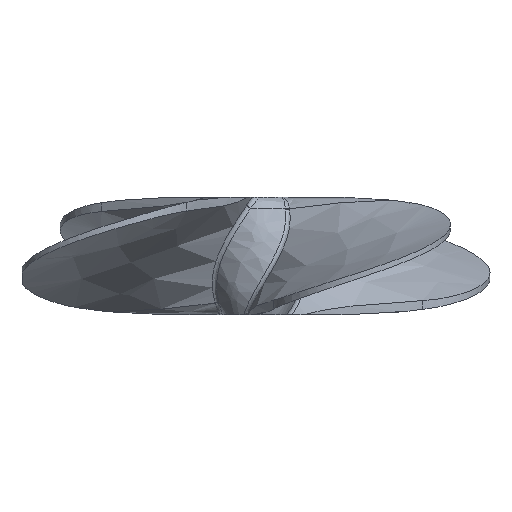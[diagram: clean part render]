
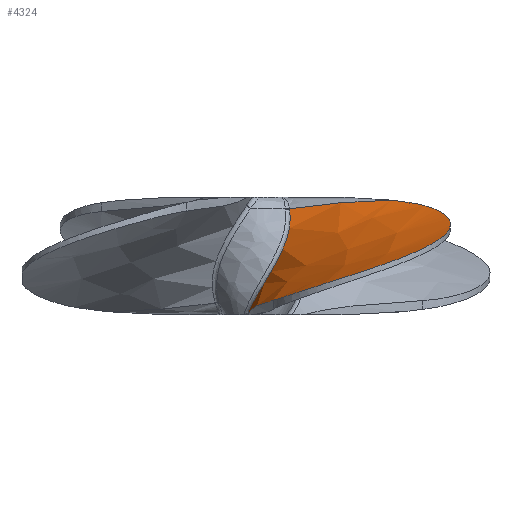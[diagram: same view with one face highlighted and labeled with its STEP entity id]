
A CAD part, top view. The second image highlights one B-rep face of the part: STEP entity #4324.
In plain terms, the highlighted free-form (B-spline) face has degree [3, 3] with [4, 7] control points.
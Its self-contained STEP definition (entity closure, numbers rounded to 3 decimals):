
#3166 = VERTEX_POINT('',#3167);
#3167 = CARTESIAN_POINT('',(16.939,52.52,
    12.244));
#3207 = VERTEX_POINT('',#3208);
#3208 = CARTESIAN_POINT('',(-3.887,0.,
    18.301));
#3221 = EDGE_CURVE('',#3207,#3166,#3222,.T.);
#3222 = B_SPLINE_CURVE_WITH_KNOTS('',3,(#3223,#3224,#3225,#3226,#3227,
    #3228,#3229,#3230,#3231),.UNSPECIFIED.,.F.,.F.,(4,1,1,1,1,1,4),(
    0.,0.71,1.648,2.586,
    4.461,5.398,6.336),.UNSPECIFIED.);
#3223 = CARTESIAN_POINT('',(-3.887,0.,
    18.301));
#3224 = CARTESIAN_POINT('',(-3.192,1.759,
    19.487));
#3225 = CARTESIAN_POINT('',(-1.243,5.954,
    21.901));
#3226 = CARTESIAN_POINT('',(2.691,12.814,
    24.242));
#3227 = CARTESIAN_POINT('',(8.964,23.07,
    25.124));
#3228 = CARTESIAN_POINT('',(14.69,33.645,
    22.228));
#3229 = CARTESIAN_POINT('',(17.368,44.416,
    16.835));
#3230 = CARTESIAN_POINT('',(17.351,49.831,
    13.752));
#3231 = CARTESIAN_POINT('',(16.939,52.52,
    12.244));
#4259 = VERTEX_POINT('',#4260);
#4260 = CARTESIAN_POINT('',(67.503,56.794,
    28.522));
#4271 = EDGE_CURVE('',#3166,#4259,#4272,.T.);
#4272 = B_SPLINE_CURVE_WITH_KNOTS('',3,(#4273,#4274,#4275,#4276,#4277,
    #4278,#4279),.UNSPECIFIED.,.F.,.F.,(4,1,1,1,4),(0.453,
    1.345,2.244,4.04,5.836),
  .UNSPECIFIED.);
#4273 = CARTESIAN_POINT('',(16.939,52.516,
    12.245));
#4274 = CARTESIAN_POINT('',(19.726,52.987,
    13.324));
#4275 = CARTESIAN_POINT('',(25.351,53.835,
    15.35));
#4276 = CARTESIAN_POINT('',(36.624,55.119,
    19.073));
#4277 = CARTESIAN_POINT('',(50.707,56.141,
    23.407));
#4278 = CARTESIAN_POINT('',(61.911,56.606,
    26.816));
#4279 = CARTESIAN_POINT('',(67.503,56.794,
    28.522));
#4324 = ADVANCED_FACE('',(#4325),#4411,.T.);
#4325 = FACE_BOUND('',#4326,.T.);
#4326 = EDGE_LOOP('',(#4327,#4328,#4335,#4344,#4353,#4362,#4373,#4403,
    #4410));
#4327 = ORIENTED_EDGE('',*,*,#3221,.F.);
#4328 = ORIENTED_EDGE('',*,*,#4329,.T.);
#4329 = EDGE_CURVE('',#3207,#4330,#4332,.T.);
#4330 = VERTEX_POINT('',#4331);
#4331 = CARTESIAN_POINT('',(-3.887,0.,24.223));
#4332 = B_SPLINE_CURVE_WITH_KNOTS('',1,(#4333,#4334),.UNSPECIFIED.,.F.,
  .F.,(2,2),(6.833,12.928),.PIECEWISE_BEZIER_KNOTS.);
#4333 = CARTESIAN_POINT('',(-3.887,0.,18.301));
#4334 = CARTESIAN_POINT('',(-3.887,0.,24.223));
#4335 = ORIENTED_EDGE('',*,*,#4336,.T.);
#4336 = EDGE_CURVE('',#4330,#4337,#4339,.T.);
#4337 = VERTEX_POINT('',#4338);
#4338 = CARTESIAN_POINT('',(-3.861,0.05,
    24.376));
#4339 = B_SPLINE_CURVE_WITH_KNOTS('',3,(#4340,#4341,#4342,#4343),
  .UNSPECIFIED.,.F.,.F.,(4,4),(-0.017,0.),
  .PIECEWISE_BEZIER_KNOTS.);
#4340 = CARTESIAN_POINT('',(-3.887,0.,24.223));
#4341 = CARTESIAN_POINT('',(-3.878,0.017,
    24.274));
#4342 = CARTESIAN_POINT('',(-3.87,0.033,
    24.325));
#4343 = CARTESIAN_POINT('',(-3.861,0.05,
    24.376));
#4344 = ORIENTED_EDGE('',*,*,#4345,.T.);
#4345 = EDGE_CURVE('',#4337,#4346,#4348,.T.);
#4346 = VERTEX_POINT('',#4347);
#4347 = CARTESIAN_POINT('',(-3.789,0.188,
    24.239));
#4348 = B_SPLINE_CURVE_WITH_KNOTS('',3,(#4349,#4350,#4351,#4352),
  .UNSPECIFIED.,.F.,.F.,(4,4),(-0.021,0.),
  .PIECEWISE_BEZIER_KNOTS.);
#4349 = CARTESIAN_POINT('',(-3.861,0.05,
    24.376));
#4350 = CARTESIAN_POINT('',(-3.837,0.096,
    24.33));
#4351 = CARTESIAN_POINT('',(-3.813,0.142,
    24.284));
#4352 = CARTESIAN_POINT('',(-3.789,0.188,
    24.239));
#4353 = ORIENTED_EDGE('',*,*,#4354,.T.);
#4354 = EDGE_CURVE('',#4346,#4355,#4357,.T.);
#4355 = VERTEX_POINT('',#4356);
#4356 = CARTESIAN_POINT('',(-3.789,0.184,
    24.798));
#4357 = B_SPLINE_CURVE_WITH_KNOTS('',3,(#4358,#4359,#4360,#4361),
  .UNSPECIFIED.,.F.,.F.,(4,4),(-0.107,-0.05),
  .PIECEWISE_BEZIER_KNOTS.);
#4358 = CARTESIAN_POINT('',(-3.789,0.188,
    24.239));
#4359 = CARTESIAN_POINT('',(-3.789,0.187,
    24.425));
#4360 = CARTESIAN_POINT('',(-3.789,0.185,
    24.612));
#4361 = CARTESIAN_POINT('',(-3.789,0.184,
    24.798));
#4362 = ORIENTED_EDGE('',*,*,#4363,.T.);
#4363 = EDGE_CURVE('',#4355,#4364,#4366,.T.);
#4364 = VERTEX_POINT('',#4365);
#4365 = CARTESIAN_POINT('',(8.78,7.059,
    82.902));
#4366 = B_SPLINE_CURVE_WITH_KNOTS('',3,(#4367,#4368,#4369,#4370,#4371,
    #4372),.UNSPECIFIED.,.F.,.F.,(4,2,4),(-8.337,
    -5.673,0.),.UNSPECIFIED.);
#4367 = CARTESIAN_POINT('',(-3.789,0.184,
    24.798));
#4368 = CARTESIAN_POINT('',(-3.113,1.42,
    28.74));
#4369 = CARTESIAN_POINT('',(-2.289,2.354,
    33.347));
#4370 = CARTESIAN_POINT('',(0.887,4.83,
    49.839));
#4371 = CARTESIAN_POINT('',(4.13,5.997,65.154
    ));
#4372 = CARTESIAN_POINT('',(8.78,7.059,
    82.902));
#4373 = ORIENTED_EDGE('',*,*,#4374,.T.);
#4374 = EDGE_CURVE('',#4364,#4375,#4377,.T.);
#4375 = VERTEX_POINT('',#4376);
#4376 = CARTESIAN_POINT('',(76.131,55.573,
    33.968));
#4377 = B_SPLINE_CURVE_WITH_KNOTS('',3,(#4378,#4379,#4380,#4381,#4382,
    #4383,#4384,#4385,#4386,#4387,#4388,#4389,#4390,#4391,#4392,#4393,
    #4394,#4395,#4396,#4397,#4398,#4399,#4400,#4401,#4402),
  .UNSPECIFIED.,.F.,.F.,(4,2,2,2,2,2,2,2,2,3,2,4),(-15.096,
    -14.465,-12.89,-11.251,-9.551,
    -7.761,-5.845,-3.896,-1.939,0.,
    1.34,2.398),.UNSPECIFIED.);
#4378 = CARTESIAN_POINT('',(8.78,7.059,
    82.902));
#4379 = CARTESIAN_POINT('',(9.376,7.196,85.179
    ));
#4380 = CARTESIAN_POINT('',(10.151,7.423,
    87.4));
#4381 = CARTESIAN_POINT('',(13.435,8.452,
    94.879));
#4382 = CARTESIAN_POINT('',(16.763,9.582,
    99.62));
#4383 = CARTESIAN_POINT('',(24.995,12.278,
    107.653));
#4384 = CARTESIAN_POINT('',(29.889,13.848,
    110.817));
#4385 = CARTESIAN_POINT('',(40.61,17.259,
    115.182));
#4386 = CARTESIAN_POINT('',(46.376,19.085,
    116.273));
#4387 = CARTESIAN_POINT('',(58.149,22.948,
    116.245));
#4388 = CARTESIAN_POINT('',(64.047,24.959,
    115.008));
#4389 = CARTESIAN_POINT('',(75.293,29.174,
    110.23));
#4390 = CARTESIAN_POINT('',(80.461,31.341,
    106.579));
#4391 = CARTESIAN_POINT('',(88.987,35.696,
    97.432));
#4392 = CARTESIAN_POINT('',(92.228,37.842,
    92.));
#4393 = CARTESIAN_POINT('',(96.281,42.047,
    80.233));
#4394 = CARTESIAN_POINT('',(97.045,44.067,
    74.01));
#4395 = CARTESIAN_POINT('',(96.023,47.876,
    61.766));
#4396 = CARTESIAN_POINT('',(94.27,49.637,
    55.855));
#4397 = CARTESIAN_POINT('',(91.397,51.191,
    50.489));
#4398 = CARTESIAN_POINT('',(89.412,52.266,
    46.78));
#4399 = CARTESIAN_POINT('',(86.898,53.238,
    43.343));
#4400 = CARTESIAN_POINT('',(81.56,54.682,
    37.898));
#4401 = CARTESIAN_POINT('',(78.946,55.207,
    35.774));
#4402 = CARTESIAN_POINT('',(76.131,55.573,
    33.968));
#4403 = ORIENTED_EDGE('',*,*,#4404,.T.);
#4404 = EDGE_CURVE('',#4375,#4259,#4405,.T.);
#4405 = B_SPLINE_CURVE_WITH_KNOTS('',3,(#4406,#4407,#4408,#4409),
  .UNSPECIFIED.,.F.,.F.,(4,4),(-2.095,-1.054),
  .PIECEWISE_BEZIER_KNOTS.);
#4406 = CARTESIAN_POINT('',(76.131,55.573,
    33.968));
#4407 = CARTESIAN_POINT('',(73.294,55.941,
    32.148));
#4408 = CARTESIAN_POINT('',(70.401,56.345,
    30.321));
#4409 = CARTESIAN_POINT('',(67.503,56.794,
    28.522));
#4410 = ORIENTED_EDGE('',*,*,#4271,.F.);
#4411 = B_SPLINE_SURFACE_WITH_KNOTS('',3,3,(
    (#4412,#4413,#4414,#4415,#4416,#4417,#4418)
    ,(#4419,#4420,#4421,#4422,#4423,#4424,#4425)
    ,(#4426,#4427,#4428,#4429,#4430,#4431,#4432)
    ,(#4433,#4434,#4435,#4436,#4437,#4438,#4439
  )),.UNSPECIFIED.,.F.,.F.,.F.,(4,4),(4,1,1,1,4),(0.683,
    12.522),(0.,0.35,0.525,0.874,
    1.224),.UNSPECIFIED.);
#4412 = CARTESIAN_POINT('',(-3.887,0.,18.301));
#4413 = CARTESIAN_POINT('',(-1.753,5.409,
    18.754));
#4414 = CARTESIAN_POINT('',(1.566,13.522,
    18.867));
#4415 = CARTESIAN_POINT('',(6.899,27.045,
    17.631));
#4416 = CARTESIAN_POINT('',(11.784,40.567,
    15.026));
#4417 = CARTESIAN_POINT('',(14.74,51.385,
    11.727));
#4418 = CARTESIAN_POINT('',(15.891,56.794,
    9.875));
#4419 = CARTESIAN_POINT('',(-3.887,0.,56.648));
#4420 = CARTESIAN_POINT('',(2.717,5.409,
    57.101));
#4421 = CARTESIAN_POINT('',(12.739,13.522,
    56.027));
#4422 = CARTESIAN_POINT('',(28.238,27.045,
    50.041));
#4423 = CARTESIAN_POINT('',(41.807,40.567,
    40.134));
#4424 = CARTESIAN_POINT('',(49.286,51.385,
    28.962));
#4425 = CARTESIAN_POINT('',(51.956,56.794,
    22.905));
#4426 = CARTESIAN_POINT('',(-3.887,0.,94.995));
#4427 = CARTESIAN_POINT('',(7.187,5.409,
    95.448));
#4428 = CARTESIAN_POINT('',(23.913,13.522,
    93.187));
#4429 = CARTESIAN_POINT('',(49.576,27.045,
    82.452));
#4430 = CARTESIAN_POINT('',(71.83,40.567,
    65.241));
#4431 = CARTESIAN_POINT('',(83.832,51.385,
    46.197));
#4432 = CARTESIAN_POINT('',(88.021,56.794,
    35.936));
#4433 = CARTESIAN_POINT('',(-3.887,0.,133.342));
#4434 = CARTESIAN_POINT('',(11.658,5.409,
    133.795));
#4435 = CARTESIAN_POINT('',(35.087,13.522,
    130.346));
#4436 = CARTESIAN_POINT('',(70.915,27.045,
    114.863));
#4437 = CARTESIAN_POINT('',(101.853,40.567,
    90.349));
#4438 = CARTESIAN_POINT('',(118.378,51.385,
    63.433));
#4439 = CARTESIAN_POINT('',(124.087,56.794,
    48.967));
